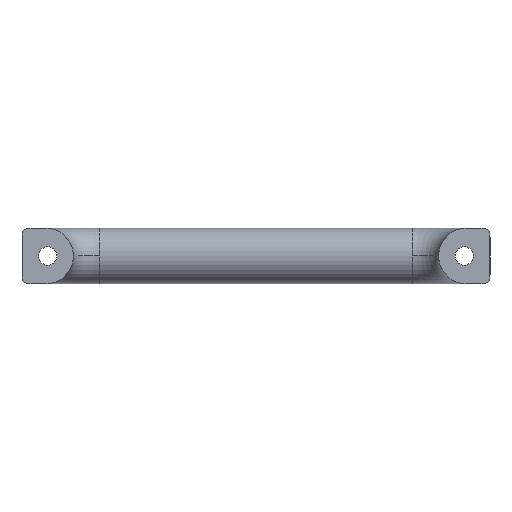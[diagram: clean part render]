
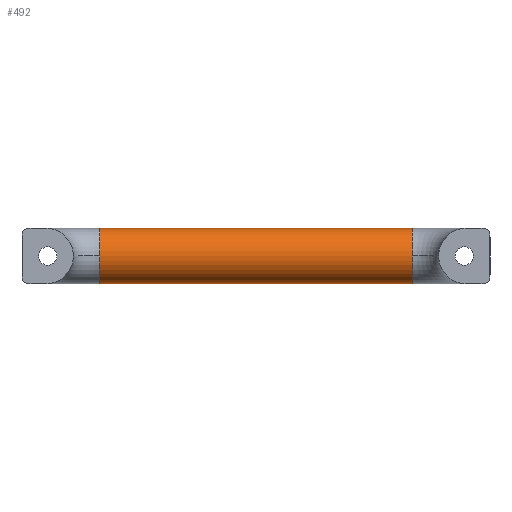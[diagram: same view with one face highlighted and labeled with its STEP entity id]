
A CAD part, front view. The second image highlights one B-rep face of the part: STEP entity #492.
In plain terms, the highlighted cylindrical face has radius 8 mm (diameter 16 mm), a partial arc.
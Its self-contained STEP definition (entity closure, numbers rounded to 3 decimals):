
#42 = EDGE_CURVE ( 'NONE', #1408, #3204, #2291, .T. ) ;
#70 = AXIS2_PLACEMENT_3D ( 'NONE', #2256, #2509, #222 ) ;
#119 = EDGE_CURVE ( 'NONE', #2223, #1446, #3236, .T. ) ;
#222 = DIRECTION ( 'NONE',  ( 0., 0., -1. ) ) ;
#230 = CARTESIAN_POINT ( 'NONE',  ( 15., 40.6, 8. ) ) ;
#416 = CARTESIAN_POINT ( 'NONE',  ( 15., 32.6, 0. ) ) ;
#492 = ADVANCED_FACE ( 'NONE', ( #2948 ), #698, .T. ) ;
#515 = VECTOR ( 'NONE', #3094, 1000. ) ;
#518 = CARTESIAN_POINT ( 'NONE',  ( 105., 40.6, 0. ) ) ;
#669 = ORIENTED_EDGE ( 'NONE', *, *, #1797, .T. ) ;
#678 = AXIS2_PLACEMENT_3D ( 'NONE', #3607, #3062, #2150 ) ;
#698 = CYLINDRICAL_SURFACE ( 'NONE', #678, 8. ) ;
#788 = EDGE_CURVE ( 'NONE', #3395, #1925, #1411, .T. ) ;
#904 = ORIENTED_EDGE ( 'NONE', *, *, #788, .T. ) ;
#1077 = CARTESIAN_POINT ( 'NONE',  ( 105., 40.6, 0. ) ) ;
#1179 = ORIENTED_EDGE ( 'NONE', *, *, #3362, .T. ) ;
#1263 = LINE ( 'NONE', #230, #515 ) ;
#1408 = VERTEX_POINT ( 'NONE', #3477 ) ;
#1411 = CIRCLE ( 'NONE', #1978, 8. ) ;
#1446 = VERTEX_POINT ( 'NONE', #1725 ) ;
#1483 = CIRCLE ( 'NONE', #3606, 8. ) ;
#1501 = VECTOR ( 'NONE', #3103, 1000. ) ;
#1506 = DIRECTION ( 'NONE',  ( 1., 0., 0. ) ) ;
#1614 = DIRECTION ( 'NONE',  ( -1., 0., 0. ) ) ;
#1685 = DIRECTION ( 'NONE',  ( 0., 0., -1. ) ) ;
#1725 = CARTESIAN_POINT ( 'NONE',  ( 105., 40.6, -8. ) ) ;
#1797 = EDGE_CURVE ( 'NONE', #1925, #1408, #1263, .T. ) ;
#1819 = CARTESIAN_POINT ( 'NONE',  ( 15., 40.6, 0. ) ) ;
#1925 = VERTEX_POINT ( 'NONE', #3506 ) ;
#1944 = CARTESIAN_POINT ( 'NONE',  ( 15., 40.6, -8. ) ) ;
#1954 = AXIS2_PLACEMENT_3D ( 'NONE', #1819, #1506, #2685 ) ;
#1960 = CARTESIAN_POINT ( 'NONE',  ( 15., 40.6, -8. ) ) ;
#1978 = AXIS2_PLACEMENT_3D ( 'NONE', #518, #2815, #1685 ) ;
#2150 = DIRECTION ( 'NONE',  ( 0., 0., -1. ) ) ;
#2189 = ORIENTED_EDGE ( 'NONE', *, *, #42, .T. ) ;
#2223 = VERTEX_POINT ( 'NONE', #1944 ) ;
#2239 = CARTESIAN_POINT ( 'NONE',  ( 105., 32.6, 0. ) ) ;
#2256 = CARTESIAN_POINT ( 'NONE',  ( 15., 40.6, 0. ) ) ;
#2291 = CIRCLE ( 'NONE', #70, 8. ) ;
#2464 = EDGE_CURVE ( 'NONE', #3204, #2223, #3484, .T. ) ;
#2509 = DIRECTION ( 'NONE',  ( 1., 0., 0. ) ) ;
#2559 = EDGE_LOOP ( 'NONE', ( #2189, #2807, #3125, #1179, #904, #669 ) ) ;
#2685 = DIRECTION ( 'NONE',  ( 0., 0., -1. ) ) ;
#2759 = DIRECTION ( 'NONE',  ( 0., 0., -1. ) ) ;
#2807 = ORIENTED_EDGE ( 'NONE', *, *, #2464, .T. ) ;
#2815 = DIRECTION ( 'NONE',  ( -1., 0., 0. ) ) ;
#2948 = FACE_OUTER_BOUND ( 'NONE', #2559, .T. ) ;
#3062 = DIRECTION ( 'NONE',  ( 1., 0., 0. ) ) ;
#3094 = DIRECTION ( 'NONE',  ( -1., 0., 0. ) ) ;
#3103 = DIRECTION ( 'NONE',  ( 1., 0., 0. ) ) ;
#3125 = ORIENTED_EDGE ( 'NONE', *, *, #119, .T. ) ;
#3204 = VERTEX_POINT ( 'NONE', #416 ) ;
#3236 = LINE ( 'NONE', #1960, #1501 ) ;
#3362 = EDGE_CURVE ( 'NONE', #1446, #3395, #1483, .T. ) ;
#3395 = VERTEX_POINT ( 'NONE', #2239 ) ;
#3477 = CARTESIAN_POINT ( 'NONE',  ( 15., 40.6, 8. ) ) ;
#3484 = CIRCLE ( 'NONE', #1954, 8. ) ;
#3506 = CARTESIAN_POINT ( 'NONE',  ( 105., 40.6, 8. ) ) ;
#3606 = AXIS2_PLACEMENT_3D ( 'NONE', #1077, #1614, #2759 ) ;
#3607 = CARTESIAN_POINT ( 'NONE',  ( 15., 40.6, 0. ) ) ;
